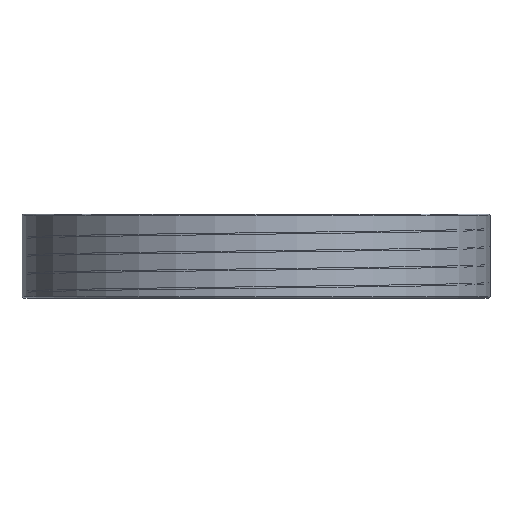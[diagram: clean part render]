
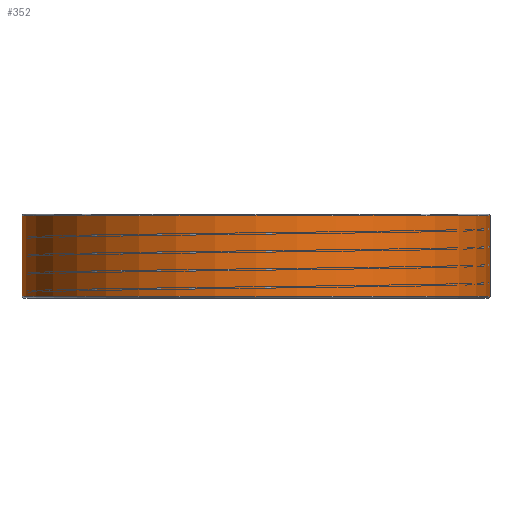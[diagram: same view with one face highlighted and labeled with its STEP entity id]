
A CAD part, front view. The second image highlights one B-rep face of the part: STEP entity #352.
In plain terms, the highlighted cylindrical face has radius 78 mm (diameter 156 mm), a full revolution.
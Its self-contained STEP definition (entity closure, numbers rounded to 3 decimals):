
#46=FACE_OUTER_BOUND('',#69,.T.);
#69=EDGE_LOOP('',(#314,#315,#316,#317));
#85=CIRCLE('',#399,78.);
#87=CIRCLE('',#402,78.);
#122=LINE('',#2291,#132);
#132=VECTOR('',#486,78.);
#164=VERTEX_POINT('',#2285);
#165=VERTEX_POINT('',#2289);
#213=EDGE_CURVE('',#164,#164,#85,.T.);
#215=EDGE_CURVE('',#165,#165,#87,.T.);
#216=EDGE_CURVE('',#165,#164,#122,.T.);
#314=ORIENTED_EDGE('',*,*,#215,.F.);
#315=ORIENTED_EDGE('',*,*,#216,.T.);
#316=ORIENTED_EDGE('',*,*,#213,.F.);
#317=ORIENTED_EDGE('',*,*,#216,.F.);
#332=CYLINDRICAL_SURFACE('',#401,78.);
#352=ADVANCED_FACE('',(#46),#332,.T.);
#399=AXIS2_PLACEMENT_3D('',#2286,#478,#479);
#401=AXIS2_PLACEMENT_3D('',#2288,#482,#483);
#402=AXIS2_PLACEMENT_3D('',#2290,#484,#485);
#478=DIRECTION('center_axis',(0.,0.,-1.));
#479=DIRECTION('ref_axis',(1.,0.,0.));
#482=DIRECTION('center_axis',(0.,0.,1.));
#483=DIRECTION('ref_axis',(1.,0.,0.));
#484=DIRECTION('center_axis',(0.,0.,1.));
#485=DIRECTION('ref_axis',(1.,0.,0.));
#486=DIRECTION('',(0.,0.,-1.));
#2285=CARTESIAN_POINT('',(-78.,0.,0.5));
#2286=CARTESIAN_POINT('Origin',(0.,0.,0.5));
#2288=CARTESIAN_POINT('Origin',(0.,0.,0.));
#2289=CARTESIAN_POINT('',(-78.,0.,27.5));
#2290=CARTESIAN_POINT('Origin',(0.,0.,27.5));
#2291=CARTESIAN_POINT('',(-78.,0.,0.));
